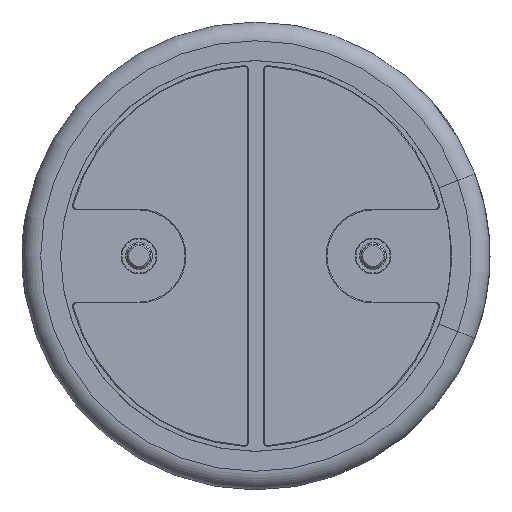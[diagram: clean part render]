
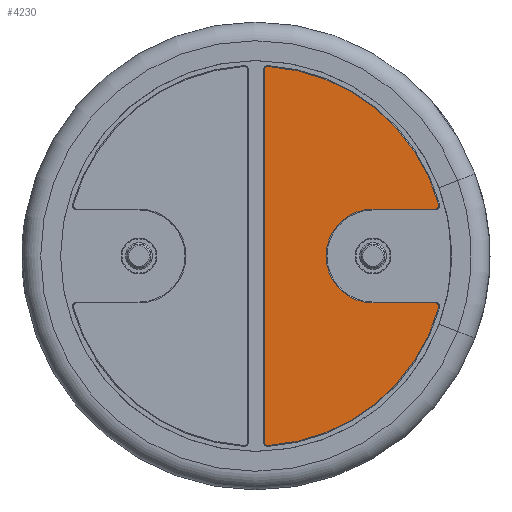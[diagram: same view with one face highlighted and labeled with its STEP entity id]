
A CAD part, front view. The second image highlights one B-rep face of the part: STEP entity #4230.
In plain terms, the highlighted planar face has unit normal (0, -1, 0).
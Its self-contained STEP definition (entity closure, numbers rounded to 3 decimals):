
#20=PLANE('',#4558);
#217=CIRCLE('',#4523,0.082);
#220=CIRCLE('',#4528,0.082);
#223=CIRCLE('',#4532,4.057);
#226=CIRCLE('',#4536,0.082);
#230=CIRCLE('',#4542,1.001);
#234=CIRCLE('',#4548,0.082);
#236=CIRCLE('',#4551,4.057);
#441=FACE_OUTER_BOUND('',#645,.T.);
#645=EDGE_LOOP('',(#3541,#3542,#3543,#3544,#3545,#3546,#3547,#3548,#3549,
#3550));
#811=LINE('',#8666,#978);
#813=LINE('',#8690,#980);
#815=LINE('',#8702,#982);
#978=VECTOR('',#5196,10.);
#980=VECTOR('',#5226,10.);
#982=VECTOR('',#5240,10.);
#1793=VERTEX_POINT('',#8654);
#1796=VERTEX_POINT('',#8659);
#1798=VERTEX_POINT('',#8664);
#1800=VERTEX_POINT('',#8670);
#1802=VERTEX_POINT('',#8676);
#1804=VERTEX_POINT('',#8682);
#1806=VERTEX_POINT('',#8688);
#1808=VERTEX_POINT('',#8694);
#1810=VERTEX_POINT('',#8700);
#1812=VERTEX_POINT('',#8706);
#2381=EDGE_CURVE('',#1796,#1793,#217,.T.);
#2383=EDGE_CURVE('',#1798,#1796,#811,.T.);
#2386=EDGE_CURVE('',#1800,#1798,#220,.T.);
#2389=EDGE_CURVE('',#1802,#1800,#223,.T.);
#2392=EDGE_CURVE('',#1804,#1802,#226,.T.);
#2395=EDGE_CURVE('',#1806,#1804,#813,.T.);
#2398=EDGE_CURVE('',#1808,#1806,#230,.T.);
#2401=EDGE_CURVE('',#1810,#1808,#815,.T.);
#2404=EDGE_CURVE('',#1812,#1810,#234,.T.);
#2406=EDGE_CURVE('',#1793,#1812,#236,.T.);
#3541=ORIENTED_EDGE('',*,*,#2381,.F.);
#3542=ORIENTED_EDGE('',*,*,#2383,.F.);
#3543=ORIENTED_EDGE('',*,*,#2386,.F.);
#3544=ORIENTED_EDGE('',*,*,#2389,.F.);
#3545=ORIENTED_EDGE('',*,*,#2392,.F.);
#3546=ORIENTED_EDGE('',*,*,#2395,.F.);
#3547=ORIENTED_EDGE('',*,*,#2398,.F.);
#3548=ORIENTED_EDGE('',*,*,#2401,.F.);
#3549=ORIENTED_EDGE('',*,*,#2404,.F.);
#3550=ORIENTED_EDGE('',*,*,#2406,.F.);
#4230=ADVANCED_FACE('',(#441),#20,.F.);
#4523=AXIS2_PLACEMENT_3D('',#8661,#5190,#5191);
#4528=AXIS2_PLACEMENT_3D('',#8672,#5202,#5203);
#4532=AXIS2_PLACEMENT_3D('',#8678,#5210,#5211);
#4536=AXIS2_PLACEMENT_3D('',#8684,#5218,#5219);
#4542=AXIS2_PLACEMENT_3D('',#8696,#5232,#5233);
#4548=AXIS2_PLACEMENT_3D('',#8708,#5246,#5247);
#4551=AXIS2_PLACEMENT_3D('',#8711,#5252,#5253);
#4558=AXIS2_PLACEMENT_3D('',#8724,#5272,#5273);
#5190=DIRECTION('center_axis',(0.,1.,0.));
#5191=DIRECTION('ref_axis',(-0.684,0.,0.729));
#5196=DIRECTION('',(0.,0.,1.));
#5202=DIRECTION('center_axis',(0.,1.,0.));
#5203=DIRECTION('ref_axis',(-0.684,0.,-0.729));
#5210=DIRECTION('center_axis',(0.,1.,0.));
#5211=DIRECTION('ref_axis',(0.628,0.,-0.778));
#5218=DIRECTION('center_axis',(0.,1.,0.));
#5219=DIRECTION('ref_axis',(0.798,0.,0.603));
#5226=DIRECTION('',(1.,0.,0.));
#5232=DIRECTION('center_axis',(0.,-1.,0.));
#5233=DIRECTION('ref_axis',(-1.,0.,0.));
#5240=DIRECTION('',(-1.,0.,0.));
#5246=DIRECTION('center_axis',(0.,1.,0.));
#5247=DIRECTION('ref_axis',(0.798,0.,-0.603));
#5252=DIRECTION('center_axis',(0.,1.,0.));
#5253=DIRECTION('ref_axis',(0.628,0.,0.778));
#5272=DIRECTION('center_axis',(0.,1.,0.));
#5273=DIRECTION('ref_axis',(0.,0.,1.));
#8654=CARTESIAN_POINT('',(0.26,-0.09,4.049));
#8659=CARTESIAN_POINT('',(0.173,-0.09,3.967));
#8661=CARTESIAN_POINT('Origin',(0.255,-0.09,3.967));
#8664=CARTESIAN_POINT('',(0.173,-0.09,-3.967));
#8666=CARTESIAN_POINT('',(0.173,-0.09,1.983));
#8670=CARTESIAN_POINT('',(0.26,-0.09,-4.049));
#8672=CARTESIAN_POINT('Origin',(0.255,-0.09,-3.967));
#8676=CARTESIAN_POINT('',(3.903,-0.09,-1.106));
#8678=CARTESIAN_POINT('Origin',(0.,-0.09,0.));
#8682=CARTESIAN_POINT('',(3.825,-0.09,-1.001));
#8684=CARTESIAN_POINT('Origin',(3.825,-0.09,-1.083));
#8688=CARTESIAN_POINT('',(2.5,-0.09,-1.001));
#8690=CARTESIAN_POINT('',(2.932,-0.09,-1.001));
#8694=CARTESIAN_POINT('',(2.5,-0.09,1.001));
#8696=CARTESIAN_POINT('Origin',(2.5,-0.09,0.));
#8700=CARTESIAN_POINT('',(3.825,-0.09,1.001));
#8702=CARTESIAN_POINT('',(2.27,-0.09,1.001));
#8706=CARTESIAN_POINT('',(3.903,-0.09,1.106));
#8708=CARTESIAN_POINT('Origin',(3.825,-0.09,1.083));
#8711=CARTESIAN_POINT('Origin',(0.,-0.09,0.));
#8724=CARTESIAN_POINT('Origin',(2.04,-0.09,0.));
